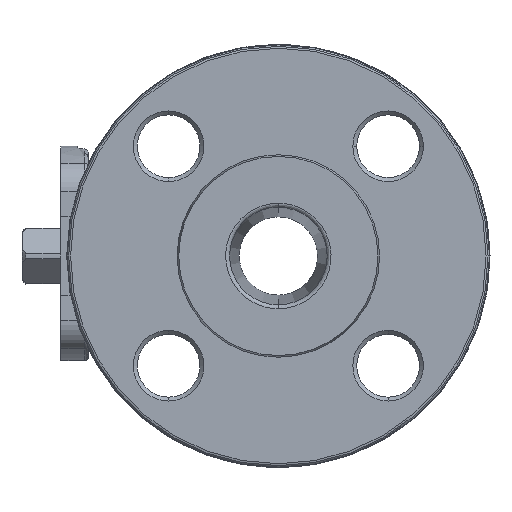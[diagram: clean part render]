
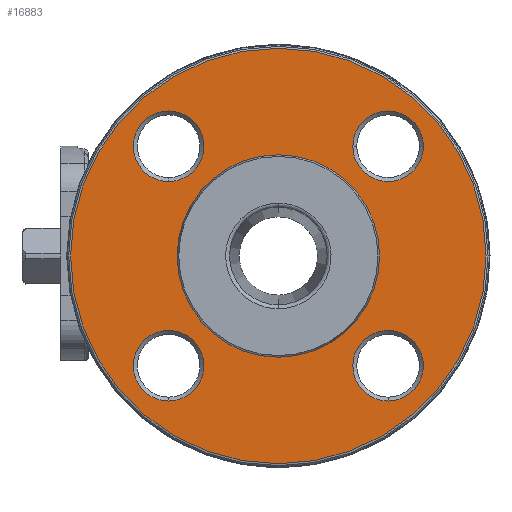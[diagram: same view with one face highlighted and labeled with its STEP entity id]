
A CAD part, left-side view. The second image highlights one B-rep face of the part: STEP entity #16883.
In plain terms, the highlighted planar face has unit normal (-1, 0, 0).
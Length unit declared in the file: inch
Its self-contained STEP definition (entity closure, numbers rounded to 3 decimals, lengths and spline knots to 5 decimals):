
#521 = AXIS2_PLACEMENT_3D ( 'NONE', #21685, #22342, #25532 ) ;
#613 = ORIENTED_EDGE ( 'NONE', *, *, #29458, .F. ) ;
#673 = CARTESIAN_POINT ( 'NONE',  ( -2.37851, -2.41064, 0. ) ) ;
#680 = AXIS2_PLACEMENT_3D ( 'NONE', #9482, #1948, #7131 ) ;
#879 = DIRECTION ( 'NONE',  ( -1., 0., 0. ) ) ;
#1355 = DIRECTION ( 'NONE',  ( 1., 0., 0. ) ) ;
#1460 = FACE_BOUND ( 'NONE', #30713, .T. ) ;
#1684 = VERTEX_POINT ( 'NONE', #28503 ) ;
#1948 = DIRECTION ( 'NONE',  ( 1., 0., 0. ) ) ;
#2209 = AXIS2_PLACEMENT_3D ( 'NONE', #31892, #4147, #19218 ) ;
#2517 = EDGE_LOOP ( 'NONE', ( #13227, #613 ) ) ;
#2587 = CARTESIAN_POINT ( 'NONE',  ( -2.37851, 0.7784, 1.10242 ) ) ;
#2679 = EDGE_LOOP ( 'NONE', ( #20909, #9336 ) ) ;
#2841 = ORIENTED_EDGE ( 'NONE', *, *, #22798, .T. ) ;
#3348 = CIRCLE ( 'NONE', #680, 0.35433 ) ;
#3463 = VERTEX_POINT ( 'NONE', #11706 ) ;
#3684 = EDGE_CURVE ( 'NONE', #13070, #4138, #6490, .T. ) ;
#4007 = CIRCLE ( 'NONE', #29710, 0.35433 ) ;
#4138 = VERTEX_POINT ( 'NONE', #7528 ) ;
#4147 = DIRECTION ( 'NONE',  ( 1., 0., 0. ) ) ;
#4229 = CIRCLE ( 'NONE', #521, 0.35433 ) ;
#4875 = EDGE_CURVE ( 'NONE', #1684, #12789, #16208, .T. ) ;
#5241 = CIRCLE ( 'NONE', #32997, 0.35433 ) ;
#5292 = DIRECTION ( 'NONE',  ( 1., 0., 0. ) ) ;
#5497 = EDGE_CURVE ( 'NONE', #4138, #13070, #11434, .T. ) ;
#6376 = CARTESIAN_POINT ( 'NONE',  ( -2.37851, 0.7784, -1.10242 ) ) ;
#6401 = EDGE_LOOP ( 'NONE', ( #16604, #15853 ) ) ;
#6438 = VERTEX_POINT ( 'NONE', #28358 ) ;
#6490 = CIRCLE ( 'NONE', #2209, 2.08661 ) ;
#7128 = FACE_BOUND ( 'NONE', #26387, .T. ) ;
#7131 = DIRECTION ( 'NONE',  ( 0., -1., 0. ) ) ;
#7135 = CARTESIAN_POINT ( 'NONE',  ( -2.37851, 0.7784, 1.10242 ) ) ;
#7307 = DIRECTION ( 'NONE',  ( 0., 0., 1. ) ) ;
#7528 = CARTESIAN_POINT ( 'NONE',  ( -2.37851, 1.76259, 0. ) ) ;
#7660 = DIRECTION ( 'NONE',  ( 0., 1., 0. ) ) ;
#7944 = CIRCLE ( 'NONE', #20750, 0.35433 ) ;
#8002 = DIRECTION ( 'NONE',  ( 1., 0., 0. ) ) ;
#8096 = CARTESIAN_POINT ( 'NONE',  ( -2.37851, -1.78077, 1.10242 ) ) ;
#8478 = EDGE_CURVE ( 'NONE', #6438, #3463, #5241, .T. ) ;
#8738 = DIRECTION ( 'NONE',  ( 0., 1., 0. ) ) ;
#8775 = CARTESIAN_POINT ( 'NONE',  ( -2.37851, -0.32402, 0. ) ) ;
#9336 = ORIENTED_EDGE ( 'NONE', *, *, #3684, .F. ) ;
#9482 = CARTESIAN_POINT ( 'NONE',  ( -2.37851, -1.42644, 1.10242 ) ) ;
#10015 = EDGE_LOOP ( 'NONE', ( #2841, #10380 ) ) ;
#10380 = ORIENTED_EDGE ( 'NONE', *, *, #31251, .T. ) ;
#10591 = AXIS2_PLACEMENT_3D ( 'NONE', #32274, #31791, #29305 ) ;
#10887 = DIRECTION ( 'NONE',  ( 0., 0., 1. ) ) ;
#11138 = ORIENTED_EDGE ( 'NONE', *, *, #17905, .T. ) ;
#11241 = CIRCLE ( 'NONE', #12845, 0.35433 ) ;
#11396 = AXIS2_PLACEMENT_3D ( 'NONE', #6376, #1355, #7307 ) ;
#11426 = CARTESIAN_POINT ( 'NONE',  ( -2.37851, -0.32402, 0. ) ) ;
#11434 = CIRCLE ( 'NONE', #30059, 2.08661 ) ;
#11706 = CARTESIAN_POINT ( 'NONE',  ( -2.37851, 0.7784, 1.45675 ) ) ;
#12168 = VERTEX_POINT ( 'NONE', #27747 ) ;
#12185 = CIRCLE ( 'NONE', #21771, 1.01693 ) ;
#12675 = DIRECTION ( 'NONE',  ( 1., 0., 0. ) ) ;
#12681 = ORIENTED_EDGE ( 'NONE', *, *, #4875, .T. ) ;
#12757 = CIRCLE ( 'NONE', #29796, 1.01693 ) ;
#12789 = VERTEX_POINT ( 'NONE', #15229 ) ;
#12845 = AXIS2_PLACEMENT_3D ( 'NONE', #2587, #29990, #17297 ) ;
#13001 = ORIENTED_EDGE ( 'NONE', *, *, #20428, .T. ) ;
#13070 = VERTEX_POINT ( 'NONE', #673 ) ;
#13227 = ORIENTED_EDGE ( 'NONE', *, *, #19030, .F. ) ;
#13973 = VERTEX_POINT ( 'NONE', #13979 ) ;
#13979 = CARTESIAN_POINT ( 'NONE',  ( -2.37851, -1.07211, 1.10242 ) ) ;
#14336 = PLANE ( 'NONE',  #22811 ) ;
#15229 = CARTESIAN_POINT ( 'NONE',  ( -2.37851, 0.7784, -0.74809 ) ) ;
#15853 = ORIENTED_EDGE ( 'NONE', *, *, #8478, .T. ) ;
#15890 = CARTESIAN_POINT ( 'NONE',  ( -2.37851, -1.42644, -1.10242 ) ) ;
#16208 = CIRCLE ( 'NONE', #11396, 0.35433 ) ;
#16604 = ORIENTED_EDGE ( 'NONE', *, *, #32045, .T. ) ;
#16834 = FACE_BOUND ( 'NONE', #2517, .T. ) ;
#16874 = CARTESIAN_POINT ( 'NONE',  ( -2.37851, -1.42644, -0.74809 ) ) ;
#16883 = ADVANCED_FACE ( 'NONE', ( #16834, #27046, #1460, #27532, #7128, #24526 ), #14336, .F. ) ;
#17297 = DIRECTION ( 'NONE',  ( 0., 0., 1. ) ) ;
#17685 = CARTESIAN_POINT ( 'NONE',  ( -2.37851, -0.32402, 0. ) ) ;
#17691 = VERTEX_POINT ( 'NONE', #8096 ) ;
#17905 = EDGE_CURVE ( 'NONE', #21028, #12168, #20195, .T. ) ;
#18477 = CARTESIAN_POINT ( 'NONE',  ( -2.37851, 0.69291, 0. ) ) ;
#18650 = DIRECTION ( 'NONE',  ( 0., 1., 0. ) ) ;
#19030 = EDGE_CURVE ( 'NONE', #21874, #19103, #12757, .T. ) ;
#19103 = VERTEX_POINT ( 'NONE', #21591 ) ;
#19218 = DIRECTION ( 'NONE',  ( 0., 1., 0. ) ) ;
#20195 = CIRCLE ( 'NONE', #10591, 0.35433 ) ;
#20428 = EDGE_CURVE ( 'NONE', #12789, #1684, #7944, .T. ) ;
#20750 = AXIS2_PLACEMENT_3D ( 'NONE', #20947, #31116, #25652 ) ;
#20909 = ORIENTED_EDGE ( 'NONE', *, *, #5497, .F. ) ;
#20947 = CARTESIAN_POINT ( 'NONE',  ( -2.37851, 0.7784, -1.10242 ) ) ;
#21028 = VERTEX_POINT ( 'NONE', #16874 ) ;
#21591 = CARTESIAN_POINT ( 'NONE',  ( -2.37851, -1.34095, 0. ) ) ;
#21685 = CARTESIAN_POINT ( 'NONE',  ( -2.37851, -1.42644, 1.10242 ) ) ;
#21771 = AXIS2_PLACEMENT_3D ( 'NONE', #8775, #24001, #18650 ) ;
#21874 = VERTEX_POINT ( 'NONE', #18477 ) ;
#22342 = DIRECTION ( 'NONE',  ( 1., 0., 0. ) ) ;
#22798 = EDGE_CURVE ( 'NONE', #17691, #13973, #3348, .T. ) ;
#22811 = AXIS2_PLACEMENT_3D ( 'NONE', #30674, #5292, #23168 ) ;
#23168 = DIRECTION ( 'NONE',  ( 0., 0., -1. ) ) ;
#24001 = DIRECTION ( 'NONE',  ( -1., 0., 0. ) ) ;
#24526 = FACE_BOUND ( 'NONE', #10015, .T. ) ;
#25363 = DIRECTION ( 'NONE',  ( 0., 0., 1. ) ) ;
#25532 = DIRECTION ( 'NONE',  ( 0., -1., 0. ) ) ;
#25652 = DIRECTION ( 'NONE',  ( 0., 0., 1. ) ) ;
#26122 = EDGE_CURVE ( 'NONE', #12168, #21028, #4007, .T. ) ;
#26387 = EDGE_LOOP ( 'NONE', ( #11138, #27059 ) ) ;
#27046 = FACE_OUTER_BOUND ( 'NONE', #2679, .T. ) ;
#27059 = ORIENTED_EDGE ( 'NONE', *, *, #26122, .T. ) ;
#27532 = FACE_BOUND ( 'NONE', #6401, .T. ) ;
#27747 = CARTESIAN_POINT ( 'NONE',  ( -2.37851, -1.42644, -1.45675 ) ) ;
#28358 = CARTESIAN_POINT ( 'NONE',  ( -2.37851, 0.7784, 0.74809 ) ) ;
#28503 = CARTESIAN_POINT ( 'NONE',  ( -2.37851, 0.7784, -1.45675 ) ) ;
#29305 = DIRECTION ( 'NONE',  ( 0., 0., 1. ) ) ;
#29458 = EDGE_CURVE ( 'NONE', #19103, #21874, #12185, .T. ) ;
#29710 = AXIS2_PLACEMENT_3D ( 'NONE', #15890, #31735, #10887 ) ;
#29796 = AXIS2_PLACEMENT_3D ( 'NONE', #11426, #879, #8738 ) ;
#29990 = DIRECTION ( 'NONE',  ( 1., 0., 0. ) ) ;
#30059 = AXIS2_PLACEMENT_3D ( 'NONE', #17685, #8002, #7660 ) ;
#30674 = CARTESIAN_POINT ( 'NONE',  ( -2.37851, -2.41064, 0. ) ) ;
#30713 = EDGE_LOOP ( 'NONE', ( #13001, #12681 ) ) ;
#31116 = DIRECTION ( 'NONE',  ( 1., 0., 0. ) ) ;
#31251 = EDGE_CURVE ( 'NONE', #13973, #17691, #4229, .T. ) ;
#31735 = DIRECTION ( 'NONE',  ( 1., 0., 0. ) ) ;
#31791 = DIRECTION ( 'NONE',  ( 1., 0., 0. ) ) ;
#31892 = CARTESIAN_POINT ( 'NONE',  ( -2.37851, -0.32402, 0. ) ) ;
#32045 = EDGE_CURVE ( 'NONE', #3463, #6438, #11241, .T. ) ;
#32274 = CARTESIAN_POINT ( 'NONE',  ( -2.37851, -1.42644, -1.10242 ) ) ;
#32997 = AXIS2_PLACEMENT_3D ( 'NONE', #7135, #12675, #25363 ) ;
